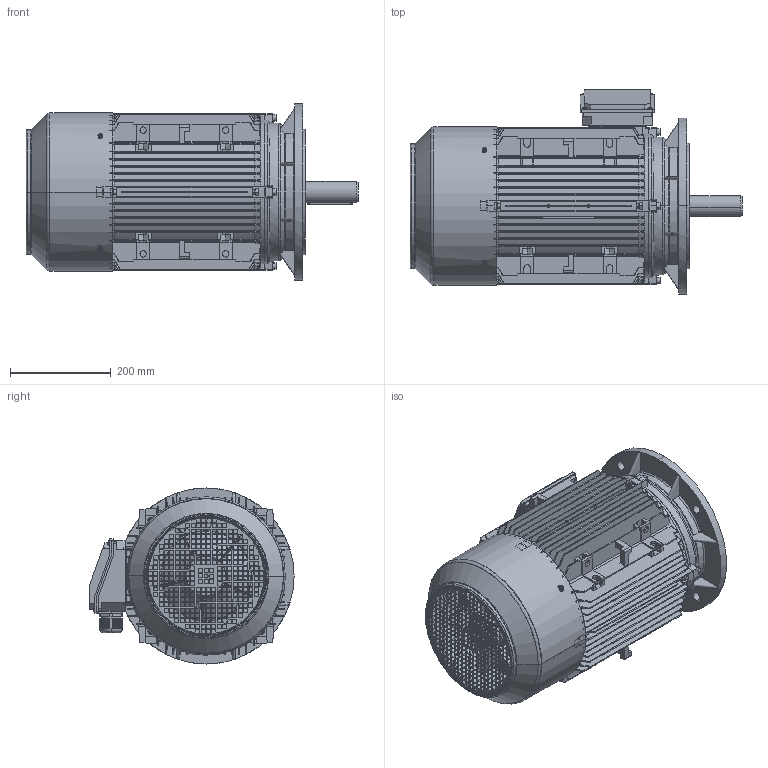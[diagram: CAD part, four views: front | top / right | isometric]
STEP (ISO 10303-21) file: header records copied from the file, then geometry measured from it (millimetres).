
FILE_DESCRIPTION (( 'STEP AP203' ), '1' );
FILE_NAME ('T160L B5蚾饜芞.STEP', '2015-04-09T02:39:52', ( 'USER' ), ( 'MS' ), 'SwSTEP 2.0', 'SolidWorks 2008', '' );
FILE_SCHEMA (( 'CONFIG_CONTROL_DESIGN' ));
Length unit declared in the file: millimetre
Products named in the file (14): 160-2风叶_默认; 180出线螺杆_默认; Plain parallel keys_GB_CONNECTING_PIECE_KEYS_CSK 12X90; T160L B5蚾饜芞; T160L机壳_默认; TA160B5法兰1_默认; T160L转轴_默认; TA160后盖1_默认; TA160风罩_默认; Cross recessed thread forming screws GB_GB_CROSS_SCREWS_TYPE138 M5X12-N; Hexagon socket head cap screws GB_GB_FASTENER_SCREWS_HSHCS M8X40-N; Hexagon nuts grade C GB_GB_FASTENER_NUT_SNC1 M8-N; TA160斜接线盒盖_默认; TA160斜接线盒座_默认
Assembly tree (35 placements, depth 2):
  T160L B5蚾饜芞
    Hexagon socket head cap screws GB_GB_FASTENER_SCREWS_HSHCS M8X40-N  x8
    Hexagon nuts grade C GB_GB_FASTENER_NUT_SNC1 M8-N  x8
    TA160B5法兰1_默认
    T160L转轴_默认
    160-2风叶_默认
    Cross recessed thread forming screws GB_GB_CROSS_SCREWS_TYPE138 M5X12-N  x8
    TA160后盖1_默认
    TA160斜接线盒座_默认
    180出线螺杆_默认  x2
    TA160风罩_默认
    Plain parallel keys_GB_CONNECTING_PIECE_KEYS_CSK 12X90
    T160L机壳_默认
    TA160斜接线盒盖_默认
Bounding box: 660 x 406 x 350 mm (x, y, z)
Volume: 6660996.4 mm3; surface area: 2876641.6 mm2
Topology: 35 solids, 35 shells, 5894 faces, 15969 edges, 10049 vertices
Faces by surface type: plane 3118, cylinder 1313, bspline 838, cone 373, torus 199, sphere 53
Entity records: 198609 total; most frequent: CARTESIAN_POINT 70042, ORIENTED_EDGE 28558, DIRECTION 23159, EDGE_CURVE 14279, VERTEX_POINT 9097, VECTOR 8441, LINE 8441, AXIS2_PLACEMENT_3D 7359
